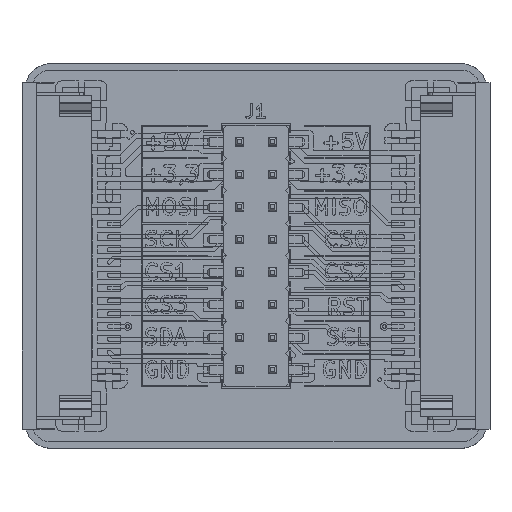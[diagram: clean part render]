
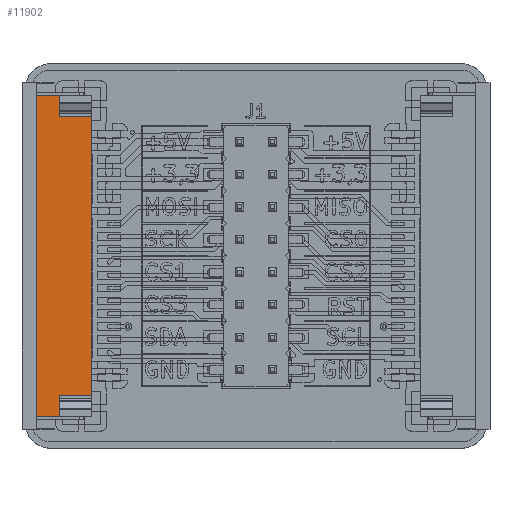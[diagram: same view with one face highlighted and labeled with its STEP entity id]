
A CAD part, top view. The second image highlights one B-rep face of the part: STEP entity #11902.
In plain terms, the highlighted planar face has unit normal (0, 0, 1).
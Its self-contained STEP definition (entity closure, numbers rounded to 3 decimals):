
#11650 = VERTEX_POINT('',#11651);
#11651 = CARTESIAN_POINT('',(12.5,-2.15,1.5));
#11657 = EDGE_CURVE('',#11650,#11658,#11660,.T.);
#11658 = VERTEX_POINT('',#11659);
#11659 = CARTESIAN_POINT('',(-12.5,-2.15,1.5));
#11660 = LINE('',#11661,#11662);
#11661 = CARTESIAN_POINT('',(12.5,-2.15,1.5));
#11662 = VECTOR('',#11663,1.);
#11663 = DIRECTION('',(-1.,0.,0.));
#11878 = VERTEX_POINT('',#11879);
#11879 = CARTESIAN_POINT('',(12.5,-0.35,1.5));
#11885 = EDGE_CURVE('',#11650,#11878,#11886,.T.);
#11886 = LINE('',#11887,#11888);
#11887 = CARTESIAN_POINT('',(12.5,-2.15,1.5));
#11888 = VECTOR('',#11889,1.);
#11889 = DIRECTION('',(0.,1.,0.));
#11902 = ADVANCED_FACE('',(#11903),#11953,.F.);
#11903 = FACE_BOUND('',#11904,.T.);
#11904 = EDGE_LOOP('',(#11905,#11913,#11921,#11929,#11937,#11945,#11951,
    #11952));
#11905 = ORIENTED_EDGE('',*,*,#11906,.T.);
#11906 = EDGE_CURVE('',#11878,#11907,#11909,.T.);
#11907 = VERTEX_POINT('',#11908);
#11908 = CARTESIAN_POINT('',(10.85,-0.35,1.5));
#11909 = LINE('',#11910,#11911);
#11910 = CARTESIAN_POINT('',(10.85,-0.35,1.5));
#11911 = VECTOR('',#11912,1.);
#11912 = DIRECTION('',(-1.,0.,0.));
#11913 = ORIENTED_EDGE('',*,*,#11914,.F.);
#11914 = EDGE_CURVE('',#11915,#11907,#11917,.T.);
#11915 = VERTEX_POINT('',#11916);
#11916 = CARTESIAN_POINT('',(10.85,2.15,1.5));
#11917 = LINE('',#11918,#11919);
#11918 = CARTESIAN_POINT('',(10.85,25.402,1.5));
#11919 = VECTOR('',#11920,1.);
#11920 = DIRECTION('',(0.,-1.,0.));
#11921 = ORIENTED_EDGE('',*,*,#11922,.T.);
#11922 = EDGE_CURVE('',#11915,#11923,#11925,.T.);
#11923 = VERTEX_POINT('',#11924);
#11924 = CARTESIAN_POINT('',(-10.85,2.15,1.5));
#11925 = LINE('',#11926,#11927);
#11926 = CARTESIAN_POINT('',(12.5,2.15,1.5));
#11927 = VECTOR('',#11928,1.);
#11928 = DIRECTION('',(-1.,0.,0.));
#11929 = ORIENTED_EDGE('',*,*,#11930,.F.);
#11930 = EDGE_CURVE('',#11931,#11923,#11933,.T.);
#11931 = VERTEX_POINT('',#11932);
#11932 = CARTESIAN_POINT('',(-10.85,-0.35,1.5));
#11933 = LINE('',#11934,#11935);
#11934 = CARTESIAN_POINT('',(-10.85,-2.15,1.5));
#11935 = VECTOR('',#11936,1.);
#11936 = DIRECTION('',(0.,1.,0.));
#11937 = ORIENTED_EDGE('',*,*,#11938,.F.);
#11938 = EDGE_CURVE('',#11939,#11931,#11941,.T.);
#11939 = VERTEX_POINT('',#11940);
#11940 = CARTESIAN_POINT('',(-12.5,-0.35,1.5));
#11941 = LINE('',#11942,#11943);
#11942 = CARTESIAN_POINT('',(-10.85,-0.35,1.5));
#11943 = VECTOR('',#11944,1.);
#11944 = DIRECTION('',(1.,0.,0.));
#11945 = ORIENTED_EDGE('',*,*,#11946,.F.);
#11946 = EDGE_CURVE('',#11658,#11939,#11947,.T.);
#11947 = LINE('',#11948,#11949);
#11948 = CARTESIAN_POINT('',(-12.5,-2.15,1.5));
#11949 = VECTOR('',#11950,1.);
#11950 = DIRECTION('',(0.,1.,0.));
#11951 = ORIENTED_EDGE('',*,*,#11657,.F.);
#11952 = ORIENTED_EDGE('',*,*,#11885,.T.);
#11953 = PLANE('',#11954);
#11954 = AXIS2_PLACEMENT_3D('',#11955,#11956,#11957);
#11955 = CARTESIAN_POINT('',(12.5,-2.15,1.5));
#11956 = DIRECTION('',(0.,0.,-1.));
#11957 = DIRECTION('',(-1.,0.,0.));
